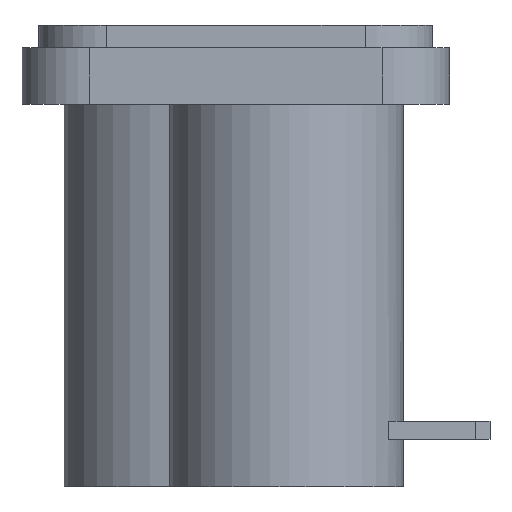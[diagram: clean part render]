
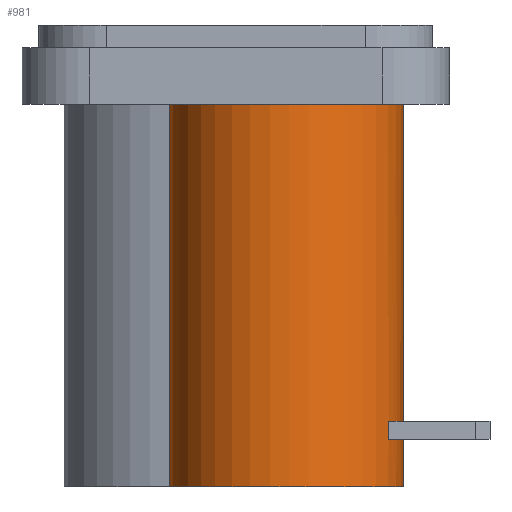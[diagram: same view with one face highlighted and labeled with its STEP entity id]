
A CAD part, left-side view. The second image highlights one B-rep face of the part: STEP entity #981.
In plain terms, the highlighted cylindrical face has radius 5.2 mm (diameter 10.4 mm), a partial arc.
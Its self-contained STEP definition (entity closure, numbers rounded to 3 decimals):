
#18=FACE_BOUND('',#175,.T.);
#29=CYLINDRICAL_SURFACE('',#1083,5.2);
#43=CIRCLE('',#1029,5.2);
#44=CIRCLE('',#1033,5.2);
#69=CIRCLE('',#1084,5.2);
#70=CIRCLE('',#1085,5.2);
#117=FACE_OUTER_BOUND('',#174,.T.);
#174=EDGE_LOOP('',(#740,#741,#742,#743));
#175=EDGE_LOOP('',(#744,#745,#746,#747));
#212=LINE('',#1433,#300);
#242=LINE('',#1501,#330);
#256=LINE('',#1582,#344);
#257=LINE('',#1585,#345);
#300=VECTOR('',#1146,10.);
#330=VECTOR('',#1210,10.);
#344=VECTOR('',#1296,10.);
#345=VECTOR('',#1299,10.);
#383=VERTEX_POINT('',#1421);
#384=VERTEX_POINT('',#1423);
#386=VERTEX_POINT('',#1431);
#387=VERTEX_POINT('',#1435);
#436=VERTEX_POINT('',#1578);
#437=VERTEX_POINT('',#1579);
#438=VERTEX_POINT('',#1581);
#439=VERTEX_POINT('',#1583);
#474=EDGE_CURVE('',#384,#383,#43,.T.);
#479=EDGE_CURVE('',#383,#386,#212,.T.);
#481=EDGE_CURVE('',#386,#387,#44,.T.);
#512=EDGE_CURVE('',#387,#384,#242,.T.);
#548=EDGE_CURVE('',#436,#437,#69,.T.);
#549=EDGE_CURVE('',#438,#436,#256,.T.);
#550=EDGE_CURVE('',#439,#438,#70,.T.);
#551=EDGE_CURVE('',#439,#437,#257,.T.);
#740=ORIENTED_EDGE('',*,*,#548,.F.);
#741=ORIENTED_EDGE('',*,*,#549,.F.);
#742=ORIENTED_EDGE('',*,*,#550,.F.);
#743=ORIENTED_EDGE('',*,*,#551,.T.);
#744=ORIENTED_EDGE('',*,*,#481,.T.);
#745=ORIENTED_EDGE('',*,*,#512,.T.);
#746=ORIENTED_EDGE('',*,*,#474,.T.);
#747=ORIENTED_EDGE('',*,*,#479,.T.);
#981=ADVANCED_FACE('',(#117,#18),#29,.T.);
#1029=AXIS2_PLACEMENT_3D('',#1424,#1136,#1137);
#1033=AXIS2_PLACEMENT_3D('',#1437,#1150,#1151);
#1083=AXIS2_PLACEMENT_3D('',#1577,#1292,#1293);
#1084=AXIS2_PLACEMENT_3D('',#1580,#1294,#1295);
#1085=AXIS2_PLACEMENT_3D('',#1584,#1297,#1298);
#1136=DIRECTION('center_axis',(0.,0.,1.));
#1137=DIRECTION('ref_axis',(1.,0.,0.));
#1146=DIRECTION('',(0.,0.,-1.));
#1150=DIRECTION('center_axis',(0.,0.,-1.));
#1151=DIRECTION('ref_axis',(1.,0.,0.));
#1210=DIRECTION('',(0.,0.,1.));
#1292=DIRECTION('center_axis',(0.,0.,1.));
#1293=DIRECTION('ref_axis',(-0.934,-0.357,0.));
#1294=DIRECTION('center_axis',(0.,0.,1.));
#1295=DIRECTION('ref_axis',(1.,0.,0.));
#1296=DIRECTION('',(0.,0.,1.));
#1297=DIRECTION('center_axis',(0.,0.,-1.));
#1298=DIRECTION('ref_axis',(1.,0.,0.));
#1299=DIRECTION('',(0.,0.,1.));
#1421=CARTESIAN_POINT('',(-6.2,-7.31,0.4));
#1423=CARTESIAN_POINT('',(-7.5,-6.81,0.4));
#1424=CARTESIAN_POINT('Origin',(-5.,-2.25,0.4));
#1431=CARTESIAN_POINT('',(-6.2,-7.31,-0.4));
#1433=CARTESIAN_POINT('',(-6.2,-7.31,-2.5));
#1435=CARTESIAN_POINT('',(-7.5,-6.81,-0.4));
#1437=CARTESIAN_POINT('Origin',(-5.,-2.25,-0.4));
#1501=CARTESIAN_POINT('',(-7.5,-6.81,-2.5));
#1577=CARTESIAN_POINT('Origin',(-5.,-2.25,-2.5));
#1578=CARTESIAN_POINT('',(-5.356,2.938,14.5));
#1579=CARTESIAN_POINT('',(-1.802,-6.35,14.5));
#1580=CARTESIAN_POINT('Origin',(-5.,-2.25,14.5));
#1581=CARTESIAN_POINT('',(-5.356,2.938,-2.5));
#1582=CARTESIAN_POINT('',(-5.356,2.938,-2.5));
#1583=CARTESIAN_POINT('',(-1.802,-6.35,-2.5));
#1584=CARTESIAN_POINT('Origin',(-5.,-2.25,-2.5));
#1585=CARTESIAN_POINT('',(-1.802,-6.35,-2.5));
